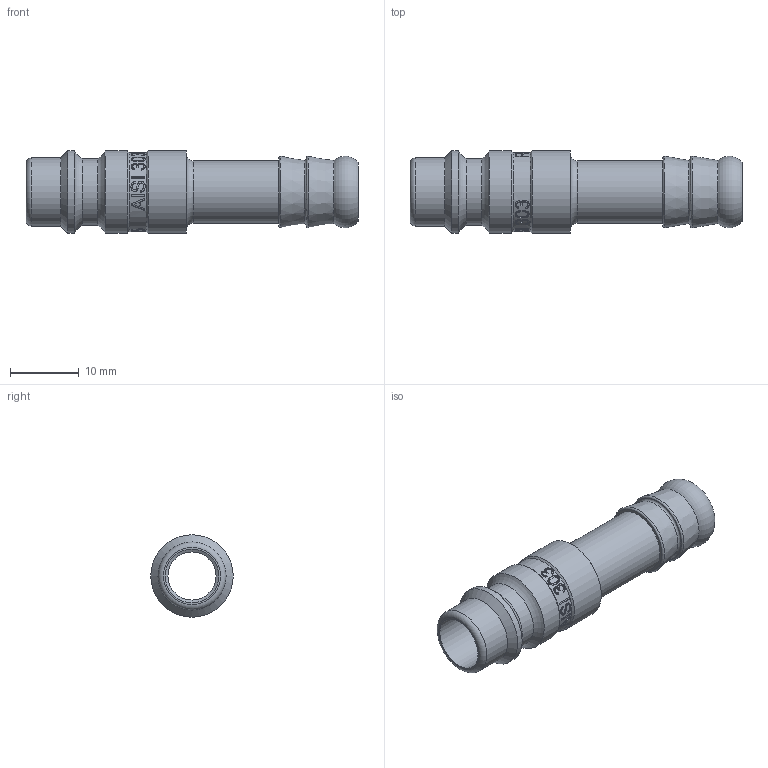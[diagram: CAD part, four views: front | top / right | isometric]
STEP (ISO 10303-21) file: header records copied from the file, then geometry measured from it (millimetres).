
FILE_DESCRIPTION((''),'2;1');
FILE_NAME('25sftf09rxx.stp','2013-03-06T16:27:21',('AS035480'),(''),'Autodesk Inventor 2011','Autodesk Inventor 2011','');
FILE_SCHEMA(('AUTOMOTIVE_DESIGN { 1 0 10303 214 1 1 1 1 }'));
Length unit declared in the file: millimetre
Products named in the file (1): D106061
Bounding box: 48.3 x 12 x 12 mm (x, y, z)
Volume: 1965.4 mm3; surface area: 2860.1 mm2
Topology: 1 solids, 1 shells, 215 faces, 555 edges, 364 vertices
Faces by surface type: bspline 122, plane 51, cylinder 28, torus 8, cone 6
Full cylindrical faces by diameter (mm): 7 x1, 7.85 x1, 9.1 x1, 9.75 x1, 9.9 x1, 11.5 x1, 12 x3
Entity records: 34405 total; most frequent: CARTESIAN_POINT 30071, ORIENTED_EDGE 1064, EDGE_CURVE 532, DIRECTION 495, VERTEX_POINT 364, B_SPLINE_CURVE_WITH_KNOTS 284, EDGE_LOOP 262, FACE_OUTER_BOUND 215
